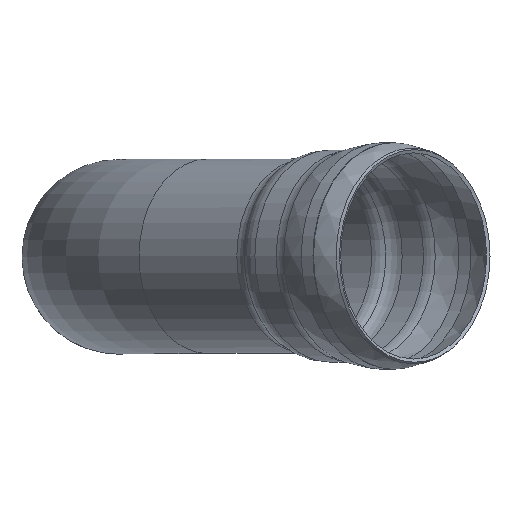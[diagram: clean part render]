
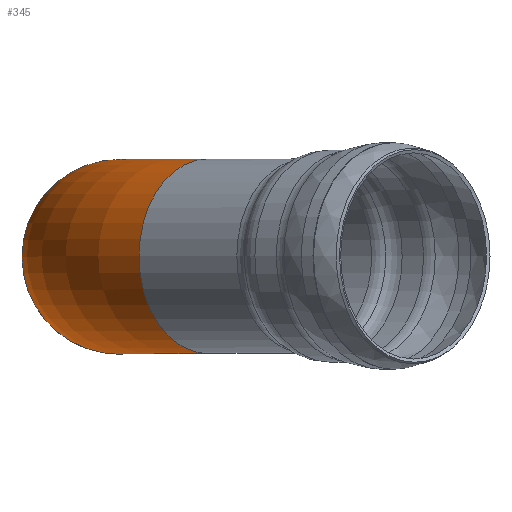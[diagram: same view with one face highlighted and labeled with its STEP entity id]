
A CAD part, top view. The second image highlights one B-rep face of the part: STEP entity #345.
In plain terms, the highlighted toroidal (fillet/blend) face has major radius 825 mm and minor radius 265 mm.
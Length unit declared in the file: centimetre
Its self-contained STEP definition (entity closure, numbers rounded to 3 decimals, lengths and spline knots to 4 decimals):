
#86=FACE_OUTER_BOUND('',#112,.T.);
#112=EDGE_LOOP('',(#289,#290,#291,#292,#293));
#124=VERTEX_POINT('',#640);
#142=VERTEX_POINT('',#816);
#143=VERTEX_POINT('',#818);
#156=EDGE_CURVE('',#124,#124,#367,.T.);
#192=EDGE_CURVE('',#124,#142,#396,.T.);
#193=EDGE_CURVE('',#142,#143,#397,.T.);
#194=EDGE_CURVE('',#143,#142,#398,.T.);
#289=ORIENTED_EDGE('',*,*,#156,.F.);
#290=ORIENTED_EDGE('',*,*,#192,.T.);
#291=ORIENTED_EDGE('',*,*,#193,.T.);
#292=ORIENTED_EDGE('',*,*,#194,.T.);
#293=ORIENTED_EDGE('',*,*,#192,.F.);
#324=TOROIDAL_SURFACE('',#457,82.5,26.5);
#345=ADVANCED_FACE('',(#86),#324,.T.);
#367=CIRCLE('',#415,26.5);
#396=CIRCLE('',#458,56.);
#397=CIRCLE('',#459,26.5);
#398=CIRCLE('',#460,26.5);
#415=AXIS2_PLACEMENT_3D('',#641,#495,#496);
#457=AXIS2_PLACEMENT_3D('',#815,#586,#587);
#458=AXIS2_PLACEMENT_3D('',#817,#588,#589);
#459=AXIS2_PLACEMENT_3D('',#819,#590,#591);
#460=AXIS2_PLACEMENT_3D('',#820,#592,#593);
#495=DIRECTION('center_axis',(0.707,0.,0.707));
#496=DIRECTION('ref_axis',(-0.707,0.,0.707));
#586=DIRECTION('center_axis',(0.,1.,0.));
#587=DIRECTION('ref_axis',(-1.,0.,0.));
#588=DIRECTION('center_axis',(0.,-1.,0.));
#589=DIRECTION('ref_axis',(-1.,0.,0.));
#590=DIRECTION('center_axis',(0.,0.,1.));
#591=DIRECTION('ref_axis',(0.,-1.,0.));
#592=DIRECTION('center_axis',(0.,0.,1.));
#593=DIRECTION('ref_axis',(0.,-1.,0.));
#640=CARTESIAN_POINT('',(42.902,0.,109.4254));
#641=CARTESIAN_POINT('Origin',(24.1637,0.,128.1637));
#815=CARTESIAN_POINT('Origin',(82.5,0.,69.8274));
#816=CARTESIAN_POINT('',(26.5,0.,69.8274));
#817=CARTESIAN_POINT('Origin',(82.5,0.,69.8274));
#818=CARTESIAN_POINT('',(-26.5,0.,69.8274));
#819=CARTESIAN_POINT('Origin',(0.,0.,69.8274));
#820=CARTESIAN_POINT('Origin',(0.,0.,69.8274));
